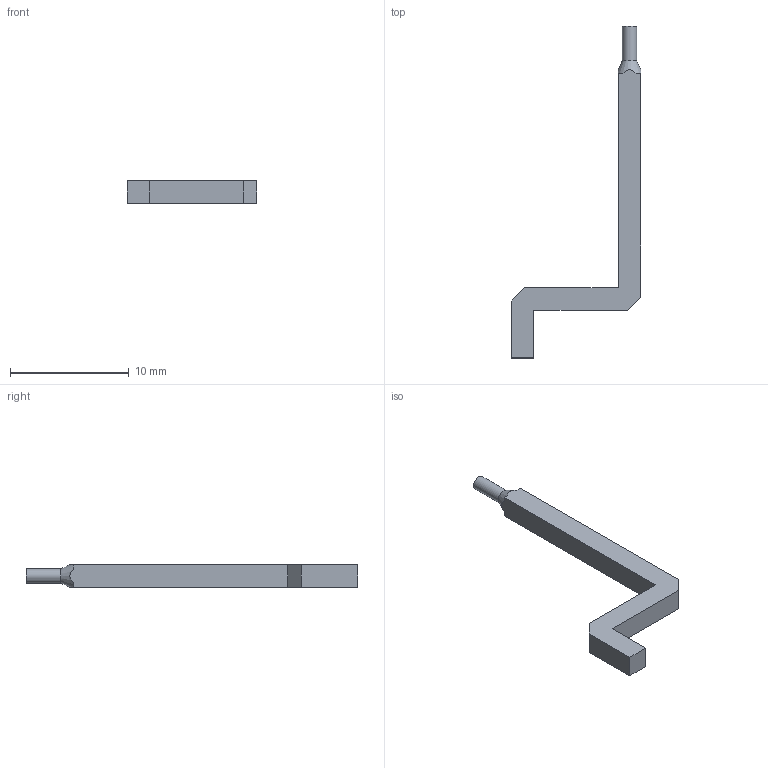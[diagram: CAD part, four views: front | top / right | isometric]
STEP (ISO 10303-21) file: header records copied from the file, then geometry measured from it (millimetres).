
FILE_DESCRIPTION(/* description */ (''),/* implementation_level */ '2;1');
FILE_NAME(/* name */ 'G305_light_guide.step',/* time_stamp */ '2024-03-08T12:15:53-08:00',/* author */ ('June'),/* organization */ (''),/* preprocessor_version */ 'ST-DEVELOPER v19.2',/* originating_system */ 'Autodesk Inventor 2024',/* authorisation */ '');
FILE_SCHEMA (('AUTOMOTIVE_DESIGN { 1 0 10303 214 3 1 1 }'));
Length unit declared in the file: millimetre
Products named in the file (1): light_guide
Bounding box: 10.9 x 27.9 x 1.9 mm (x, y, z)
Volume: 122.2 mm3; surface area: 267.3 mm2
Topology: 1 solids, 1 shells, 18 faces, 48 edges, 32 vertices
Faces by surface type: plane 16, cone 1, cylinder 1
Full cylindrical faces by diameter (mm): 1.2 x1
Entity records: 597 total; most frequent: CARTESIAN_POINT 109, ORIENTED_EDGE 96, DIRECTION 88, EDGE_CURVE 48, LINE 36, VECTOR 36, VERTEX_POINT 32, AXIS2_PLACEMENT_3D 26
